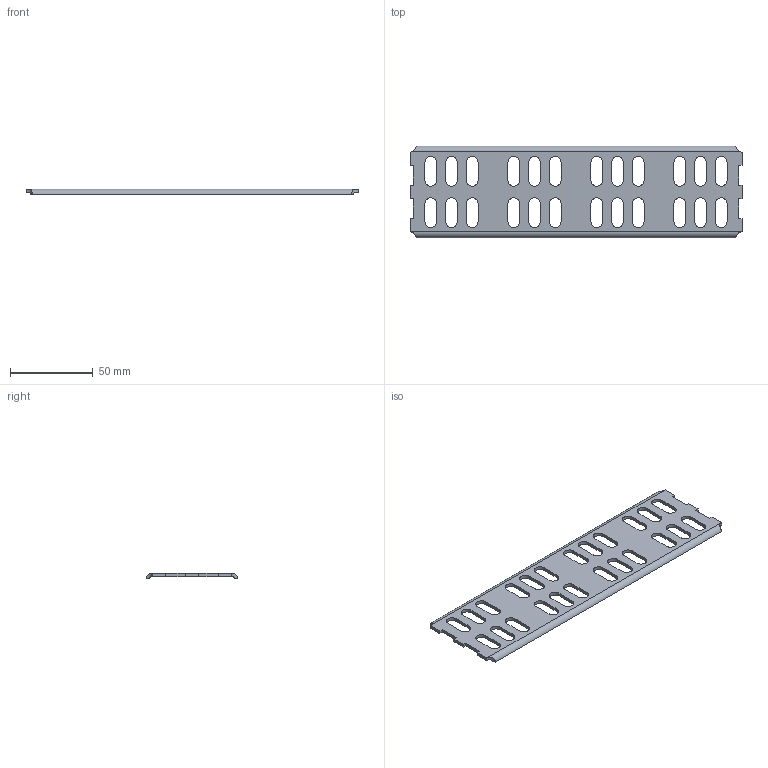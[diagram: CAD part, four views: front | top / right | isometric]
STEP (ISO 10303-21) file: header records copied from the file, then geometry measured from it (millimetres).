
FILE_DESCRIPTION (( 'STEP AP214' ), '1' );
FILE_NAME ('6067117.stp', '2018-10-03T06:33:42', ( '' ), ( '' ), 'SwSTEP 2.0', 'SolidWorks 2018', '' );
FILE_SCHEMA (( 'AUTOMOTIVE_DESIGN' ));
Length unit declared in the file: millimetre
Products named in the file (1): 6067117
Bounding box: 200 x 55.3 x 3.33 mm (x, y, z)
Volume: 16379.3 mm3; surface area: 19533.8 mm2
Topology: 1 solids, 1 shells, 126 faces, 372 edges, 248 vertices
Faces by surface type: plane 70, cylinder 56
Entity records: 4466 total; most frequent: CARTESIAN_POINT 891, ORIENTED_EDGE 744, DIRECTION 718, EDGE_CURVE 372, LINE 256, VECTOR 256, VERTEX_POINT 248, AXIS2_PLACEMENT_3D 231
